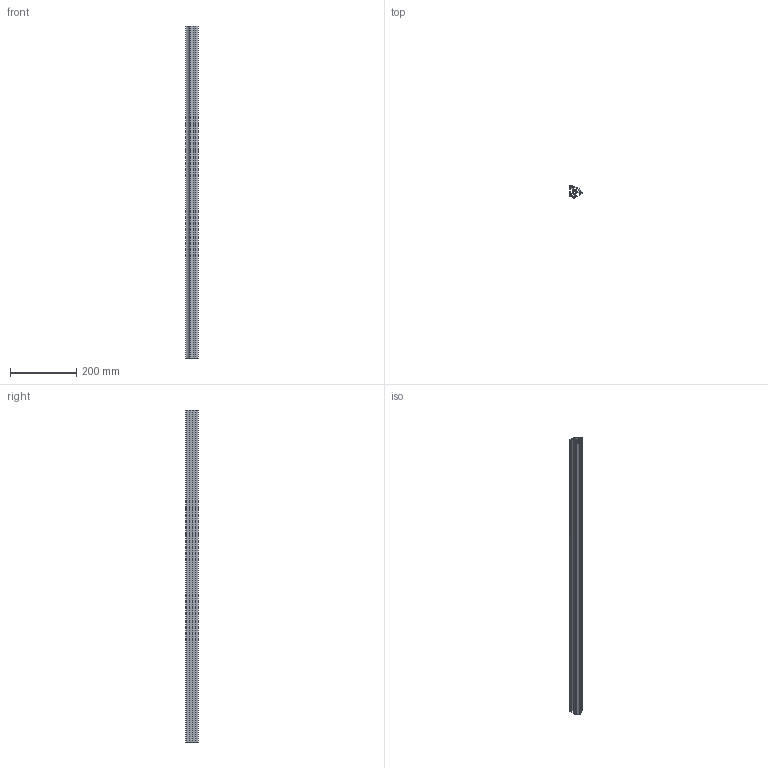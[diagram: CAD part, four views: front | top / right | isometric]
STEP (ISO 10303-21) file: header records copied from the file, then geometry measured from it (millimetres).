
FILE_DESCRIPTION(/* description */ (''),/* implementation_level */ '2;1');
FILE_NAME(/* name */ '91060_KriTec_Profil_8_Raster_30_R30-60.stp',/* time_stamp */ '2020-09-04T13:09:54+02:00',/* author */ ('Nell'),/* organization */ (''),/* preprocessor_version */ 'ST-DEVELOPER v17',/* originating_system */ 'Autodesk Inventor 2018',/* authorisation */ '');
FILE_SCHEMA (('AUTOMOTIVE_DESIGN { 1 0 10303 214 3 1 1 }'));
Length unit declared in the file: millimetre
Products named in the file (1): 91060_KriTec_Profil_8_Raster_30_R30-60
Bounding box: 38.2 x 36.78 x 1000 mm (x, y, z)
Volume: 360030.5 mm3; surface area: 359233.7 mm2
Topology: 1 solids, 1 shells, 76 faces, 222 edges, 148 vertices
Faces by surface type: plane 60, cylinder 16
Entity records: 2553 total; most frequent: CARTESIAN_POINT 447, ORIENTED_EDGE 444, DIRECTION 408, EDGE_CURVE 222, LINE 190, VECTOR 190, VERTEX_POINT 148, AXIS2_PLACEMENT_3D 109
